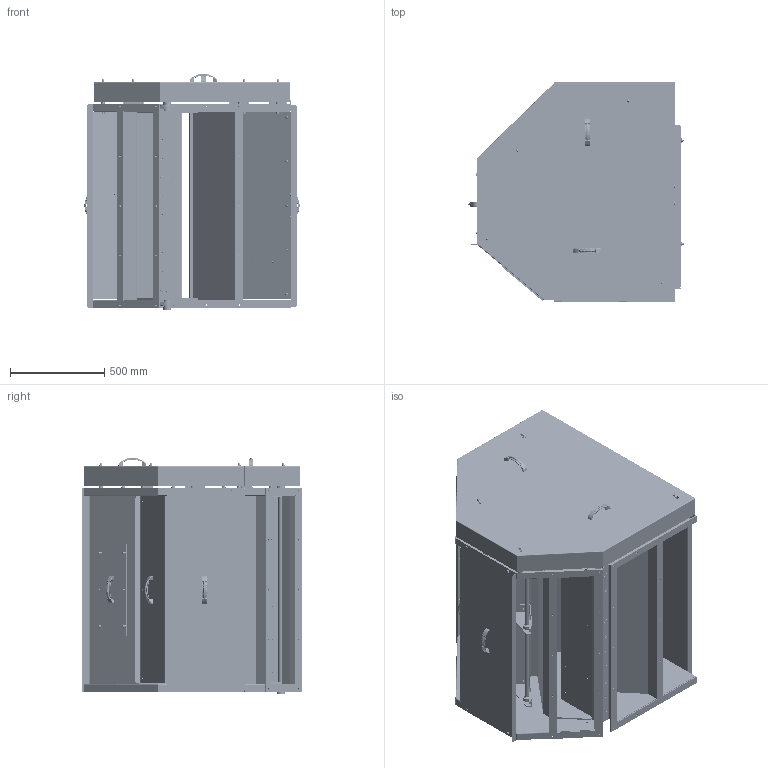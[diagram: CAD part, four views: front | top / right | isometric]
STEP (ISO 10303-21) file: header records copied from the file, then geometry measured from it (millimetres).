
FILE_DESCRIPTION(/* description */ (''),/* implementation_level */ '2;1');
FILE_NAME(/* name */ 'SRKP100035.stp',/* time_stamp */ '2023-10-16T07:12:58+02:00',/* author */ ('EN'),/* organization */ (''),/* preprocessor_version */ 'ST-DEVELOPER v18.1',/* originating_system */ 'Autodesk Inventor 2021',/* authorisation */ '');
FILE_SCHEMA (('AUTOMOTIVE_DESIGN { 1 0 10303 214 3 1 1 }'));
Products named in the file (1): SRKP100035_Obal_1
Bounding box: 1144.42 x 1165.04 x 1258.71 mm (x, y, z)
Volume: 45951685.3 mm3; surface area: 27371132 mm2
Topology: 23 solids, 23 shells, 6487 faces, 16199 edges, 9912 vertices
Faces by surface type: plane 3279, cylinder 1804, cone 721, torus 348, sphere 182, bspline 153
Full cylindrical faces by diameter (mm): 4 x2, 4.917 x10, 5 x34, 5.2 x8, 5.3 x8, 5.4 x8, 6 x5, 6.5 x5, 6.647 x15, 7 x2, 7.318 x2, 7.323 x30, 8 x75, 8.376 x26, 8.4 x3, 8.7 x12, 9 x18, 10 x116, 10.8 x20, 11 x30, 11.4 x36, 12 x12, 12.5 x10, 13 x18, 15.2 x3, 15.4 x4, 16 x30, 18 x6, 20 x23, 25 x12
Entity records: 200597 total; most frequent: CARTESIAN_POINT 48419, ORIENTED_EDGE 31906, DIRECTION 31827, EDGE_CURVE 15953, AXIS2_PLACEMENT_3D 11785, VERTEX_POINT 9910, LINE 8257, VECTOR 8257
